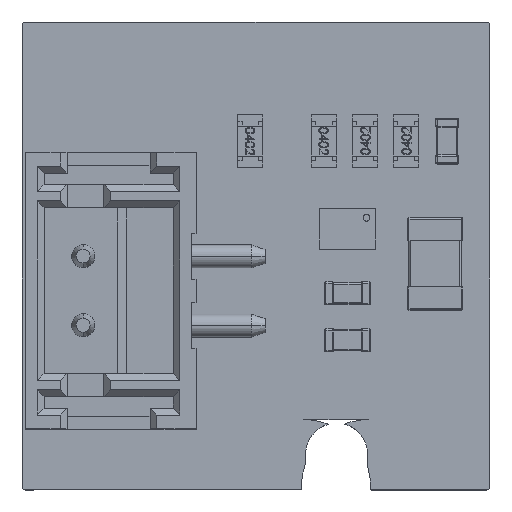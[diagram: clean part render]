
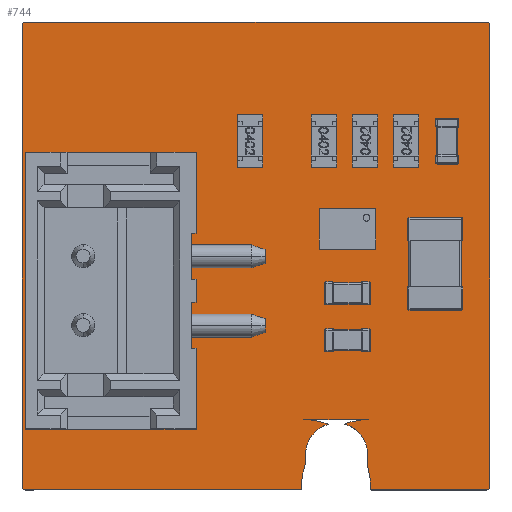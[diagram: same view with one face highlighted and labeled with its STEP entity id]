
A CAD part, top view. The second image highlights one B-rep face of the part: STEP entity #744.
In plain terms, the highlighted planar face has unit normal (0, 0, 1).
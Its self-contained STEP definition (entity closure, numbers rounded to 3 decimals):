
#113 = VERTEX_POINT('',#114);
#114 = CARTESIAN_POINT('',(0.,-0.077,1.016));
#120 = EDGE_CURVE('',#113,#121,#123,.T.);
#121 = VERTEX_POINT('',#122);
#122 = CARTESIAN_POINT('',(-0.077,0.,
    1.016));
#123 = CIRCLE('',#124,0.079);
#124 = AXIS2_PLACEMENT_3D('',#125,#126,#127);
#125 = CARTESIAN_POINT('',(0.002,0.002,1.016
    ));
#126 = DIRECTION('',(0.,0.,-1.));
#127 = DIRECTION('',(-0.02,-1.,0.));
#153 = EDGE_CURVE('',#121,#154,#156,.T.);
#154 = VERTEX_POINT('',#155);
#155 = CARTESIAN_POINT('',(-0.077,10.,1.016));
#156 = LINE('',#157,#158);
#157 = CARTESIAN_POINT('',(-0.077,0.,1.016));
#158 = VECTOR('',#159,1.);
#159 = DIRECTION('',(0.,1.,0.));
#184 = EDGE_CURVE('',#154,#185,#187,.T.);
#185 = VERTEX_POINT('',#186);
#186 = CARTESIAN_POINT('',(0.,10.077,1.016));
#187 = CIRCLE('',#188,0.079);
#188 = AXIS2_PLACEMENT_3D('',#189,#190,#191);
#189 = CARTESIAN_POINT('',(0.002,9.998,1.016));
#190 = DIRECTION('',(0.,0.,-1.));
#191 = DIRECTION('',(-1.,0.02,0.));
#217 = EDGE_CURVE('',#185,#218,#220,.T.);
#218 = VERTEX_POINT('',#219);
#219 = CARTESIAN_POINT('',(10.,10.077,1.016));
#220 = LINE('',#221,#222);
#221 = CARTESIAN_POINT('',(0.,10.077,1.016));
#222 = VECTOR('',#223,1.);
#223 = DIRECTION('',(1.,0.,0.));
#248 = EDGE_CURVE('',#218,#249,#251,.T.);
#249 = VERTEX_POINT('',#250);
#250 = CARTESIAN_POINT('',(10.077,10.,1.016));
#251 = CIRCLE('',#252,0.079);
#252 = AXIS2_PLACEMENT_3D('',#253,#254,#255);
#253 = CARTESIAN_POINT('',(9.998,9.998,1.016));
#254 = DIRECTION('',(0.,0.,-1.));
#255 = DIRECTION('',(0.02,1.,0.));
#281 = EDGE_CURVE('',#249,#282,#284,.T.);
#282 = VERTEX_POINT('',#283);
#283 = CARTESIAN_POINT('',(10.077,0.,1.016));
#284 = LINE('',#285,#286);
#285 = CARTESIAN_POINT('',(10.077,10.,1.016));
#286 = VECTOR('',#287,1.);
#287 = DIRECTION('',(0.,-1.,0.));
#312 = EDGE_CURVE('',#282,#313,#315,.T.);
#313 = VERTEX_POINT('',#314);
#314 = CARTESIAN_POINT('',(10.,-0.077,1.016));
#315 = CIRCLE('',#316,0.079);
#316 = AXIS2_PLACEMENT_3D('',#317,#318,#319);
#317 = CARTESIAN_POINT('',(9.998,0.002,1.016));
#318 = DIRECTION('',(0.,0.,-1.));
#319 = DIRECTION('',(1.,-0.02,0.));
#345 = EDGE_CURVE('',#313,#346,#348,.T.);
#346 = VERTEX_POINT('',#347);
#347 = CARTESIAN_POINT('',(7.5,-0.077,1.016));
#348 = LINE('',#349,#350);
#349 = CARTESIAN_POINT('',(10.,-0.077,1.016));
#350 = VECTOR('',#351,1.);
#351 = DIRECTION('',(-1.,0.,0.));
#376 = EDGE_CURVE('',#346,#377,#379,.T.);
#377 = VERTEX_POINT('',#378);
#378 = CARTESIAN_POINT('',(7.485,-0.075,1.016));
#379 = CIRCLE('',#380,0.079);
#380 = AXIS2_PLACEMENT_3D('',#381,#382,#383);
#381 = CARTESIAN_POINT('',(7.502,0.002,1.016));
#382 = DIRECTION('',(0.,0.,-1.));
#383 = DIRECTION('',(-0.02,-1.,0.));
#409 = EDGE_CURVE('',#377,#410,#412,.T.);
#410 = VERTEX_POINT('',#411);
#411 = CARTESIAN_POINT('',(7.423,0.427,1.016));
#412 = CIRCLE('',#413,1.45);
#413 = AXIS2_PLACEMENT_3D('',#414,#415,#416);
#414 = CARTESIAN_POINT('',(6.037,0.,1.016));
#415 = DIRECTION('',(0.,0.,1.));
#416 = DIRECTION('',(0.,-1.,0.));
#442 = EDGE_CURVE('',#410,#443,#445,.T.);
#443 = VERTEX_POINT('',#444);
#444 = CARTESIAN_POINT('',(7.423,0.7,1.016));
#445 = LINE('',#446,#447);
#446 = CARTESIAN_POINT('',(7.423,0.,1.016));
#447 = VECTOR('',#448,1.);
#448 = DIRECTION('',(0.,1.,0.));
#473 = EDGE_CURVE('',#443,#474,#476,.T.);
#474 = VERTEX_POINT('',#475);
#475 = CARTESIAN_POINT('',(6.913,1.352,1.016));
#476 = CIRCLE('',#477,0.673);
#477 = AXIS2_PLACEMENT_3D('',#478,#479,#480);
#478 = CARTESIAN_POINT('',(6.75,0.699,1.016));
#479 = DIRECTION('',(0.,0.,1.));
#480 = DIRECTION('',(1.,0.001,0.));
#508 = VERTEX_POINT('',#509);
#509 = CARTESIAN_POINT('',(7.437,1.45,1.016));
#515 = EDGE_CURVE('',#508,#474,#516,.T.);
#516 = CIRCLE('',#517,1.45);
#517 = AXIS2_PLACEMENT_3D('',#518,#519,#520);
#518 = CARTESIAN_POINT('',(7.437,0.,1.016));
#519 = DIRECTION('',(0.,0.,1.));
#520 = DIRECTION('',(0.,1.,0.));
#541 = VERTEX_POINT('',#542);
#542 = CARTESIAN_POINT('',(6.037,1.45,1.016));
#548 = EDGE_CURVE('',#541,#508,#549,.T.);
#549 = LINE('',#550,#551);
#550 = CARTESIAN_POINT('',(6.037,1.45,1.016));
#551 = VECTOR('',#552,1.);
#552 = DIRECTION('',(1.,0.,0.));
#572 = VERTEX_POINT('',#573);
#573 = CARTESIAN_POINT('',(6.572,1.348,1.016));
#579 = EDGE_CURVE('',#572,#541,#580,.T.);
#580 = CIRCLE('',#581,1.45);
#581 = AXIS2_PLACEMENT_3D('',#582,#583,#584);
#582 = CARTESIAN_POINT('',(6.037,0.,1.016));
#583 = DIRECTION('',(0.,0.,1.));
#584 = DIRECTION('',(0.,-1.,0.));
#603 = EDGE_CURVE('',#572,#604,#606,.T.);
#604 = VERTEX_POINT('',#605);
#605 = CARTESIAN_POINT('',(6.077,0.7,1.016));
#606 = CIRCLE('',#607,0.673);
#607 = AXIS2_PLACEMENT_3D('',#608,#609,#610);
#608 = CARTESIAN_POINT('',(6.75,0.699,1.016));
#609 = DIRECTION('',(0.,0.,1.));
#610 = DIRECTION('',(1.,0.001,0.));
#636 = EDGE_CURVE('',#604,#637,#639,.T.);
#637 = VERTEX_POINT('',#638);
#638 = CARTESIAN_POINT('',(6.077,0.502,1.016));
#639 = LINE('',#640,#641);
#640 = CARTESIAN_POINT('',(6.077,0.7,1.016));
#641 = VECTOR('',#642,1.);
#642 = DIRECTION('',(0.,-1.,0.));
#667 = EDGE_CURVE('',#637,#668,#670,.T.);
#668 = VERTEX_POINT('',#669);
#669 = CARTESIAN_POINT('',(5.989,-0.077,1.016));
#670 = CIRCLE('',#671,1.45);
#671 = AXIS2_PLACEMENT_3D('',#672,#673,#674);
#672 = CARTESIAN_POINT('',(7.437,0.,1.016));
#673 = DIRECTION('',(0.,0.,1.));
#674 = DIRECTION('',(0.,1.,0.));
#700 = EDGE_CURVE('',#668,#113,#701,.T.);
#701 = LINE('',#702,#703);
#702 = CARTESIAN_POINT('',(6.,-0.077,1.016));
#703 = VECTOR('',#704,1.);
#704 = DIRECTION('',(-1.,0.,0.));
#744 = ADVANCED_FACE('',(#745),#766,.T.);
#745 = FACE_BOUND('',#746,.T.);
#746 = EDGE_LOOP('',(#747,#748,#749,#750,#751,#752,#753,#754,#755,#756,
    #757,#758,#759,#760,#761,#762,#763,#764,#765));
#747 = ORIENTED_EDGE('',*,*,#120,.F.);
#748 = ORIENTED_EDGE('',*,*,#700,.F.);
#749 = ORIENTED_EDGE('',*,*,#667,.F.);
#750 = ORIENTED_EDGE('',*,*,#636,.F.);
#751 = ORIENTED_EDGE('',*,*,#603,.F.);
#752 = ORIENTED_EDGE('',*,*,#579,.T.);
#753 = ORIENTED_EDGE('',*,*,#548,.T.);
#754 = ORIENTED_EDGE('',*,*,#515,.T.);
#755 = ORIENTED_EDGE('',*,*,#473,.F.);
#756 = ORIENTED_EDGE('',*,*,#442,.F.);
#757 = ORIENTED_EDGE('',*,*,#409,.F.);
#758 = ORIENTED_EDGE('',*,*,#376,.F.);
#759 = ORIENTED_EDGE('',*,*,#345,.F.);
#760 = ORIENTED_EDGE('',*,*,#312,.F.);
#761 = ORIENTED_EDGE('',*,*,#281,.F.);
#762 = ORIENTED_EDGE('',*,*,#248,.F.);
#763 = ORIENTED_EDGE('',*,*,#217,.F.);
#764 = ORIENTED_EDGE('',*,*,#184,.F.);
#765 = ORIENTED_EDGE('',*,*,#153,.F.);
#766 = PLANE('',#767);
#767 = AXIS2_PLACEMENT_3D('',#768,#769,#770);
#768 = CARTESIAN_POINT('',(0.,-0.077,1.016));
#769 = DIRECTION('',(0.,0.,1.));
#770 = DIRECTION('',(1.,0.,0.));
